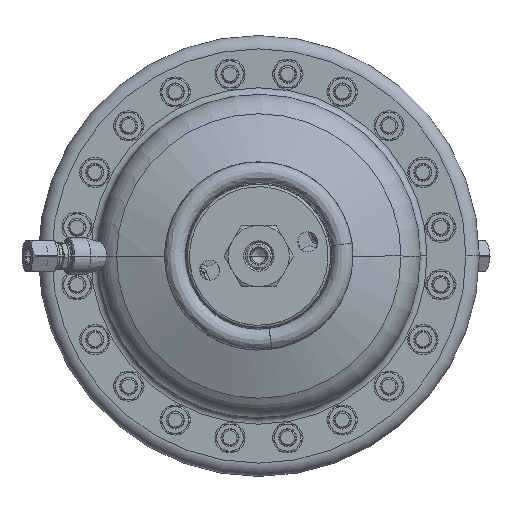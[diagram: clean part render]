
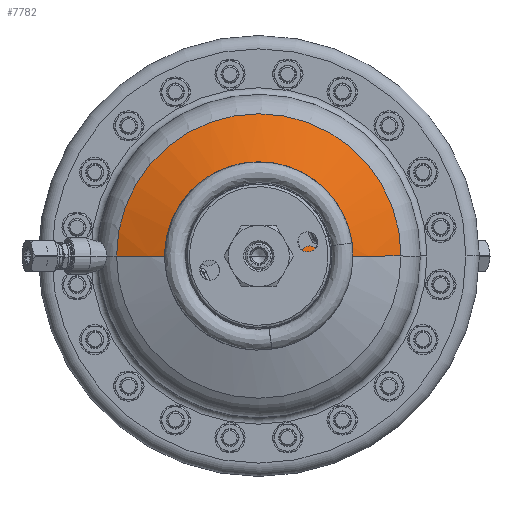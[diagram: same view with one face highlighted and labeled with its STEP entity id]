
A CAD part, front view. The second image highlights one B-rep face of the part: STEP entity #7782.
In plain terms, the highlighted spherical face has radius 200 mm.
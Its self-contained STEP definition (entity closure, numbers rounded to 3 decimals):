
#6096=CARTESIAN_POINT('',(0.,1.615,0.));
#6097=DIRECTION('',(0.,1.,0.));
#6098=DIRECTION('',(0.,0.,1.));
#6099=AXIS2_PLACEMENT_3D('',#6096,#6097,#6098);
#6101=CARTESIAN_POINT('',(0.,1.615,0.));
#6102=DIRECTION('',(0.,1.,0.));
#6103=DIRECTION('',(-1.,0.,0.));
#6104=AXIS2_PLACEMENT_3D('',#6101,#6102,#6103);
#6111=CARTESIAN_POINT('',(0.,200.,0.));
#6112=DIRECTION('',(0.,0.,1.));
#6113=DIRECTION('',(0.127,-0.992,0.));
#6114=AXIS2_PLACEMENT_3D('',#6111,#6112,#6113);
#6116=CARTESIAN_POINT('',(0.,200.,0.));
#6117=DIRECTION('',(0.,0.,-1.));
#6118=DIRECTION('',(-0.127,-0.992,0.));
#6119=AXIS2_PLACEMENT_3D('',#6116,#6117,#6118);
#6221=CARTESIAN_POINT('',(0.,18.961,0.));
#6222=DIRECTION('',(0.,-1.,0.));
#6223=DIRECTION('',(1.,0.,0.));
#6224=AXIS2_PLACEMENT_3D('',#6221,#6222,#6223);
#7432=CARTESIAN_POINT('',(85.,18.961,0.));
#7434=VERTEX_POINT('',#7432);
#7444=CARTESIAN_POINT('',(-85.,18.961,0.));
#7445=VERTEX_POINT('',#7444);
#7733=CARTESIAN_POINT('',(0.,1.615,25.368));
#7734=CARTESIAN_POINT('',(25.368,1.615,
0.));
#7735=VERTEX_POINT('',#7733);
#7736=VERTEX_POINT('',#7734);
#7737=CARTESIAN_POINT('',(-25.368,1.615,0.));
#7738=VERTEX_POINT('',#7737);
#7765=CARTESIAN_POINT('',(0.,200.,0.));
#7766=DIRECTION('',(0.,-1.,0.));
#7767=DIRECTION('',(-1.,0.,0.));
#7768=AXIS2_PLACEMENT_3D('',#7765,#7766,#7767);
#7769=SPHERICAL_SURFACE('',#7768,200.);
#7771=ORIENTED_EDGE('',*,*,#7770,.F.);
#7773=ORIENTED_EDGE('',*,*,#7772,.F.);
#7775=ORIENTED_EDGE('',*,*,#7774,.T.);
#7777=ORIENTED_EDGE('',*,*,#7776,.F.);
#7779=ORIENTED_EDGE('',*,*,#7778,.F.);
#7780=EDGE_LOOP('',(#7771,#7773,#7775,#7777,#7779));
#7781=FACE_OUTER_BOUND('',#7780,.F.);
#7782=ADVANCED_FACE('',(#7781),#7769,.T.);
#6100=CIRCLE('',#6099,25.368);
#6105=CIRCLE('',#6104,25.368);
#6115=CIRCLE('',#6114,200.);
#6120=CIRCLE('',#6119,200.);
#6225=CIRCLE('',#6224,85.);
#7770=EDGE_CURVE('',#7735,#7736,#6100,.T.);
#7772=EDGE_CURVE('',#7738,#7735,#6105,.T.);
#7774=EDGE_CURVE('',#7738,#7445,#6120,.T.);
#7776=EDGE_CURVE('',#7434,#7445,#6225,.T.);
#7778=EDGE_CURVE('',#7736,#7434,#6115,.T.);
